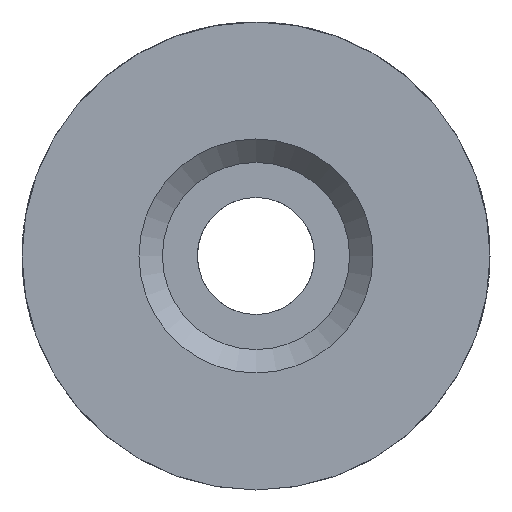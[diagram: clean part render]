
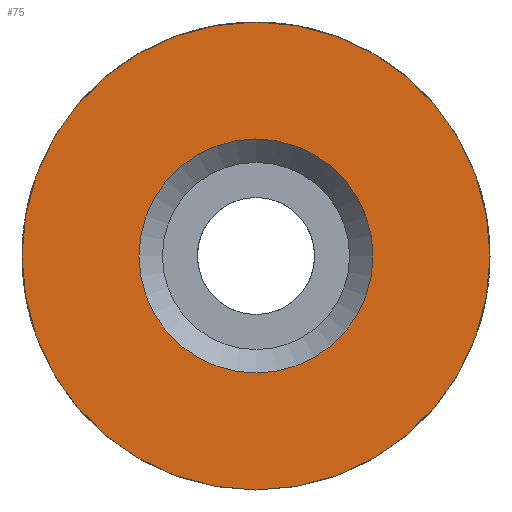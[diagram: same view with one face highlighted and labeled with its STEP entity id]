
A CAD part, left-side view. The second image highlights one B-rep face of the part: STEP entity #75.
In plain terms, the highlighted planar face has unit normal (-1, 0, 0).
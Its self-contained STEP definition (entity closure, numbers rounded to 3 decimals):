
#75 = ADVANCED_FACE( '', ( #165, #166 ), #167, .F. );
#165 = FACE_BOUND( '', #274, .T. );
#166 = FACE_OUTER_BOUND( '', #275, .T. );
#167 = PLANE( '', #276 );
#274 = EDGE_LOOP( '', ( #425 ) );
#275 = EDGE_LOOP( '', ( #426 ) );
#276 = AXIS2_PLACEMENT_3D( '', #427, #428, #429 );
#425 = ORIENTED_EDGE( '', *, *, #635, .T. );
#426 = ORIENTED_EDGE( '', *, *, #636, .T. );
#427 = CARTESIAN_POINT( '', ( 0., 0., 0. ) );
#428 = DIRECTION( '', ( 1., 0., 0. ) );
#429 = DIRECTION( '', ( 0., 0., -1. ) );
#635 = EDGE_CURVE( '', #763, #763, #764, .T. );
#636 = EDGE_CURVE( '', #765, #765, #766, .T. );
#763 = VERTEX_POINT( '', #1043 );
#764 = CIRCLE( '', #1044, 2.5 );
#765 = VERTEX_POINT( '', #1045 );
#766 = CIRCLE( '', #1046, 5. );
#1043 = CARTESIAN_POINT( '', ( 0., 0., -2.5 ) );
#1044 = AXIS2_PLACEMENT_3D( '', #1248, #1249, #1250 );
#1045 = CARTESIAN_POINT( '', ( 0., 0., 5. ) );
#1046 = AXIS2_PLACEMENT_3D( '', #1251, #1252, #1253 );
#1248 = CARTESIAN_POINT( '', ( 0., 0., 0. ) );
#1249 = DIRECTION( '', ( 1., 0., 0. ) );
#1250 = DIRECTION( '', ( 0., 0., -1. ) );
#1251 = CARTESIAN_POINT( '', ( 0., 0., 0. ) );
#1252 = DIRECTION( '', ( -1., 0., 0. ) );
#1253 = DIRECTION( '', ( 0., 0., 1. ) );
